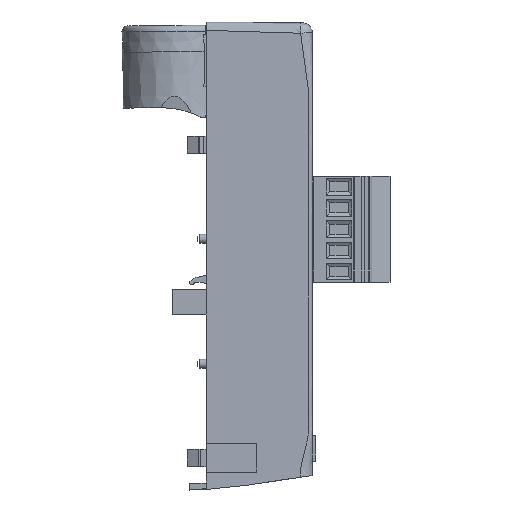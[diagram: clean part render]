
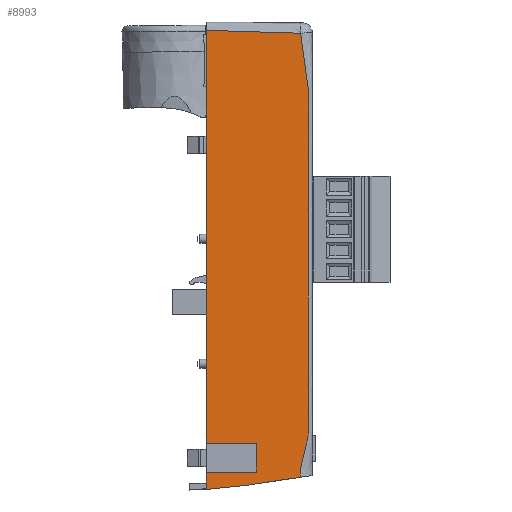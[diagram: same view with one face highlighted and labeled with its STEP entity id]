
A CAD part, left-side view. The second image highlights one B-rep face of the part: STEP entity #8993.
In plain terms, the highlighted face is planar.
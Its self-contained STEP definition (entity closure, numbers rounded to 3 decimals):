
#149=B_SPLINE_CURVE_WITH_KNOTS('',3,(#13187,#13188,#13189,#13190,#13191,
#13192,#13193,#13194),.UNSPECIFIED.,.F.,.F.,(4,2,2,4),(-8.531,
-7.15,0.992,2.122),.UNSPECIFIED.);
#158=B_SPLINE_CURVE_WITH_KNOTS('',3,(#13487,#13488,#13489,#13490,#13491,
#13492,#13493,#13494,#13495,#13496,#13497,#13498,#13499,#13500,#13501,#13502,
#13503,#13504,#13505,#13506,#13507,#13508),.UNSPECIFIED.,.F.,.F.,(4,2,2,
2,1,1,1,1,2,2,2,2,4),(-6.238,-6.052,-5.864,
-5.488,-5.3,-5.113,-4.925,
-4.737,-4.549,-4.361,-4.173,
-3.985,-3.971),.UNSPECIFIED.);
#215=B_SPLINE_CURVE_WITH_KNOTS('',3,(#15101,#15102,#15103,#15104,#15105,
#15106,#15107,#15108,#15109,#15110),.UNSPECIFIED.,.F.,.F.,(4,3,3,4),(0.051,
0.472,0.892,0.991),.UNSPECIFIED.);
#284=PLANE('',#9602);
#1014=FACE_OUTER_BOUND('',#1505,.T.);
#1505=EDGE_LOOP('',(#6904,#6905,#6906,#6907,#6908,#6909,#6910,#6911,#6912));
#2302=LINE('',#14542,#3237);
#2306=LINE('',#14549,#3241);
#2405=LINE('',#15179,#3340);
#2406=LINE('',#15180,#3341);
#2407=LINE('',#15182,#3342);
#2408=LINE('',#15183,#3343);
#3237=VECTOR('',#10488,10.);
#3241=VECTOR('',#10492,10.);
#3340=VECTOR('',#10779,10.);
#3341=VECTOR('',#10780,10.);
#3342=VECTOR('',#10781,10.);
#3343=VECTOR('',#10782,10.);
#4157=VERTEX_POINT('',#13174);
#4159=VERTEX_POINT('',#13186);
#4166=VERTEX_POINT('',#13413);
#4248=VERTEX_POINT('',#14536);
#4249=VERTEX_POINT('',#14541);
#4252=VERTEX_POINT('',#14547);
#4356=VERTEX_POINT('',#15100);
#4362=VERTEX_POINT('',#15178);
#4363=VERTEX_POINT('',#15181);
#5041=EDGE_CURVE('',#4157,#4159,#149,.T.);
#5050=EDGE_CURVE('',#4166,#4157,#158,.T.);
#5159=EDGE_CURVE('',#4248,#4249,#2302,.T.);
#5163=EDGE_CURVE('',#4252,#4166,#2306,.T.);
#5320=EDGE_CURVE('',#4248,#4356,#215,.T.);
#5333=EDGE_CURVE('',#4362,#4249,#2405,.T.);
#5334=EDGE_CURVE('',#4356,#4159,#2406,.F.);
#5335=EDGE_CURVE('',#4252,#4363,#2407,.T.);
#5336=EDGE_CURVE('',#4363,#4362,#2408,.T.);
#6904=ORIENTED_EDGE('',*,*,#5333,.T.);
#6905=ORIENTED_EDGE('',*,*,#5159,.F.);
#6906=ORIENTED_EDGE('',*,*,#5320,.T.);
#6907=ORIENTED_EDGE('',*,*,#5334,.T.);
#6908=ORIENTED_EDGE('',*,*,#5041,.F.);
#6909=ORIENTED_EDGE('',*,*,#5050,.F.);
#6910=ORIENTED_EDGE('',*,*,#5163,.F.);
#6911=ORIENTED_EDGE('',*,*,#5335,.T.);
#6912=ORIENTED_EDGE('',*,*,#5336,.T.);
#8993=ADVANCED_FACE('',(#1014),#284,.T.);
#9602=AXIS2_PLACEMENT_3D('',#15177,#10777,#10778);
#10488=DIRECTION('',(0.,1.,0.));
#10492=DIRECTION('',(0.,1.,0.));
#10777=DIRECTION('center_axis',(-1.,0.,
0.009));
#10778=DIRECTION('ref_axis',(0.,-1.,0.));
#10779=DIRECTION('',(-0.009,-0.009,-1.));
#10780=DIRECTION('',(-0.009,-0.148,-0.989));
#10781=DIRECTION('',(0.009,-0.009,1.));
#10782=DIRECTION('',(0.,-1.,0.));
#13174=CARTESIAN_POINT('',(-10.802,64.305,22.65));
#13186=CARTESIAN_POINT('',(-10.803,-42.22,22.536));
#13187=CARTESIAN_POINT('Ctrl Pts',(-10.802,64.305,22.65));
#13188=CARTESIAN_POINT('Ctrl Pts',(-10.799,59.702,23.083));
#13189=CARTESIAN_POINT('Ctrl Pts',(-10.786,55.099,24.509));
#13190=CARTESIAN_POINT('Ctrl Pts',(-10.786,23.357,24.509));
#13191=CARTESIAN_POINT('Ctrl Pts',(-10.786,-3.782,
24.509));
#13192=CARTESIAN_POINT('Ctrl Pts',(-10.786,-34.688,
24.509));
#13193=CARTESIAN_POINT('Ctrl Pts',(-10.805,-38.454,22.361));
#13194=CARTESIAN_POINT('Ctrl Pts',(-10.803,-42.22,
22.536));
#13413=CARTESIAN_POINT('',(-11.,65.003,0.));
#13487=CARTESIAN_POINT('Ctrl Pts',(-11.,65.003,0.));
#13488=CARTESIAN_POINT('Ctrl Pts',(-10.995,64.997,0.62));
#13489=CARTESIAN_POINT('Ctrl Pts',(-10.989,64.988,1.24));
#13490=CARTESIAN_POINT('Ctrl Pts',(-10.978,64.965,2.485));
#13491=CARTESIAN_POINT('Ctrl Pts',(-10.973,64.95,3.111));
#13492=CARTESIAN_POINT('Ctrl Pts',(-10.956,64.899,4.988));
#13493=CARTESIAN_POINT('Ctrl Pts',(-10.946,64.856,6.239));
#13494=CARTESIAN_POINT('Ctrl Pts',(-10.929,64.784,8.116));
#13495=CARTESIAN_POINT('Ctrl Pts',(-10.918,64.733,9.367));
#13496=CARTESIAN_POINT('Ctrl Pts',(-10.902,64.655,11.243));
#13497=CARTESIAN_POINT('Ctrl Pts',(-10.886,64.576,13.12));
#13498=CARTESIAN_POINT('Ctrl Pts',(-10.869,64.5,14.997));
#13499=CARTESIAN_POINT('Ctrl Pts',(-10.858,64.455,16.248));
#13500=CARTESIAN_POINT('Ctrl Pts',(-10.847,64.412,17.499));
#13501=CARTESIAN_POINT('Ctrl Pts',(-10.842,64.393,18.125));
#13502=CARTESIAN_POINT('Ctrl Pts',(-10.831,64.359,19.376));
#13503=CARTESIAN_POINT('Ctrl Pts',(-10.825,64.344,20.002));
#13504=CARTESIAN_POINT('Ctrl Pts',(-10.815,64.321,21.253));
#13505=CARTESIAN_POINT('Ctrl Pts',(-10.809,64.312,21.878));
#13506=CARTESIAN_POINT('Ctrl Pts',(-10.803,64.306,22.553));
#13507=CARTESIAN_POINT('Ctrl Pts',(-10.803,64.305,22.601));
#13508=CARTESIAN_POINT('Ctrl Pts',(-10.802,64.305,22.65));
#14536=CARTESIAN_POINT('',(-11.,-45.142,0.));
#14541=CARTESIAN_POINT('',(-11.,-41.075,0.));
#14542=CARTESIAN_POINT('',(-11.,-42.,0.));
#14547=CARTESIAN_POINT('',(-11.,-34.075,0.));
#14549=CARTESIAN_POINT('',(-11.,-42.,0.));
#15100=CARTESIAN_POINT('',(-10.918,-44.191,9.35));
#15101=CARTESIAN_POINT('Ctrl Pts',(-11.,-45.142,0.));
#15102=CARTESIAN_POINT('Ctrl Pts',(-10.988,-45.066,
1.4));
#15103=CARTESIAN_POINT('Ctrl Pts',(-10.976,-44.96,
2.798));
#15104=CARTESIAN_POINT('Ctrl Pts',(-10.963,-44.825,
4.193));
#15105=CARTESIAN_POINT('Ctrl Pts',(-10.951,-44.69,5.588));
#15106=CARTESIAN_POINT('Ctrl Pts',(-10.939,-44.526,
6.979));
#15107=CARTESIAN_POINT('Ctrl Pts',(-10.927,-44.333,
8.367));
#15108=CARTESIAN_POINT('Ctrl Pts',(-10.924,-44.287,
8.695));
#15109=CARTESIAN_POINT('Ctrl Pts',(-10.921,-44.24,
9.022));
#15110=CARTESIAN_POINT('Ctrl Pts',(-10.918,-44.191,9.35));
#15177=CARTESIAN_POINT('Origin',(-11.,-42.,0.));
#15178=CARTESIAN_POINT('',(-10.895,-40.97,12.));
#15179=CARTESIAN_POINT('',(-11.,-41.075,0.002));
#15180=CARTESIAN_POINT('',(-10.996,-45.514,0.496));
#15181=CARTESIAN_POINT('',(-10.895,-34.18,12.));
#15182=CARTESIAN_POINT('',(-11.,-34.075,0.033));
#15183=CARTESIAN_POINT('',(-10.895,-39.788,12.));
